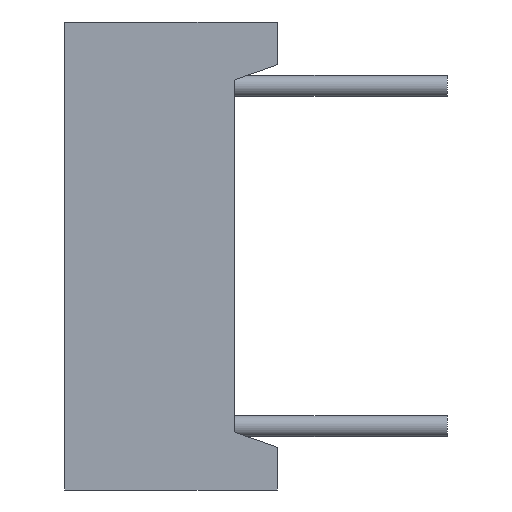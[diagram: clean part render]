
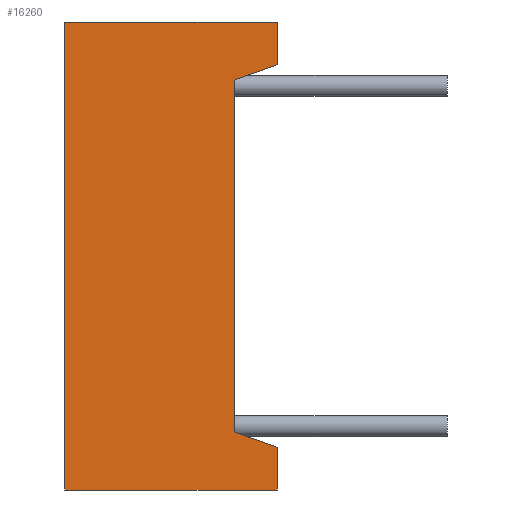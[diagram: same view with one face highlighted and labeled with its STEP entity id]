
A CAD part, left-side view. The second image highlights one B-rep face of the part: STEP entity #16260.
In plain terms, the highlighted planar face has unit normal (-1, 0, 0).
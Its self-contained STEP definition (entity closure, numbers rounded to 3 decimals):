
#92 = CARTESIAN_POINT ( 'NONE',  ( -18., -5., -4.5 ) ) ;
#142 = DIRECTION ( 'NONE',  ( 0., 0., 1. ) ) ;
#143 = VECTOR ( 'NONE', #142, 1000. ) ;
#144 = CARTESIAN_POINT ( 'NONE',  ( -18., -5., 0. ) ) ;
#145 = LINE ( 'NONE', #144, #143 ) ;
#146 = DIRECTION ( 'NONE',  ( 0., 0.94, -0.342 ) ) ;
#147 = VECTOR ( 'NONE', #146, 1000. ) ;
#148 = CARTESIAN_POINT ( 'NONE',  ( -18., 1.72, 2.054 ) ) ;
#149 = LINE ( 'NONE', #148, #147 ) ;
#196 = CARTESIAN_POINT ( 'NONE',  ( -18., -5., 4.5 ) ) ;
#211 = DIRECTION ( 'NONE',  ( 0., -0.94, -0.342 ) ) ;
#212 = VECTOR ( 'NONE', #211, 1000. ) ;
#213 = CARTESIAN_POINT ( 'NONE',  ( -18., -4.412, -4.286 ) ) ;
#215 = LINE ( 'NONE', #213, #212 ) ;
#233 = CARTESIAN_POINT ( 'NONE',  ( -18., -5., -5.5 ) ) ;
#234 = DIRECTION ( 'NONE',  ( 0., 0., 1. ) ) ;
#235 = VECTOR ( 'NONE', #234, 1000. ) ;
#236 = CARTESIAN_POINT ( 'NONE',  ( -18., -5., 0. ) ) ;
#237 = LINE ( 'NONE', #236, #235 ) ;
#354 = DIRECTION ( 'NONE',  ( 0., 1., 0. ) ) ;
#355 = VECTOR ( 'NONE', #354, 1000. ) ;
#356 = CARTESIAN_POINT ( 'NONE',  ( -18., -5., -5.5 ) ) ;
#357 = LINE ( 'NONE', #356, #355 ) ;
#381 = FACE_OUTER_BOUND ( 'NONE', #16178, .T. ) ;
#427 = DIRECTION ( 'NONE',  ( 0., 0., 1. ) ) ;
#428 = DIRECTION ( 'NONE',  ( -1., 0., 0. ) ) ;
#429 = CARTESIAN_POINT ( 'NONE',  ( -18., -5., 0. ) ) ;
#430 = AXIS2_PLACEMENT_3D ( 'NONE', #429, #428, #427 ) ;
#431 = PLANE ( 'NONE',  #430 ) ;
#15130 = VERTEX_POINT ( 'NONE', #25952 ) ;
#15179 = EDGE_CURVE ( 'NONE', #15181, #15130, #26005, .T. ) ;
#15181 = VERTEX_POINT ( 'NONE', #26001 ) ;
#15506 = VERTEX_POINT ( 'NONE', #26840 ) ;
#15597 = EDGE_CURVE ( 'NONE', #15506, #15130, #26986, .T. ) ;
#16015 = VERTEX_POINT ( 'NONE', #28209 ) ;
#16075 = EDGE_CURVE ( 'NONE', #16015, #16076, #28326, .T. ) ;
#16076 = VERTEX_POINT ( 'NONE', #28322 ) ;
#16155 = VERTEX_POINT ( 'NONE', #92 ) ;
#16178 = EDGE_LOOP ( 'NONE', ( #16179, #16180, #16181, #16182, #16184, #16185, #16186, #16247 ) ) ;
#16179 = ORIENTED_EDGE ( 'NONE', *, *, #16215, .T. ) ;
#16180 = ORIENTED_EDGE ( 'NONE', *, *, #16204, .F. ) ;
#16181 = ORIENTED_EDGE ( 'NONE', *, *, #16075, .F. ) ;
#16182 = ORIENTED_EDGE ( 'NONE', *, *, #16183, .F. ) ;
#16183 = EDGE_CURVE ( 'NONE', #16189, #16015, #149, .T. ) ;
#16184 = ORIENTED_EDGE ( 'NONE', *, *, #16188, .T. ) ;
#16185 = ORIENTED_EDGE ( 'NONE', *, *, #15597, .T. ) ;
#16186 = ORIENTED_EDGE ( 'NONE', *, *, #15179, .F. ) ;
#16188 = EDGE_CURVE ( 'NONE', #16189, #15506, #145, .T. ) ;
#16189 = VERTEX_POINT ( 'NONE', #196 ) ;
#16204 = EDGE_CURVE ( 'NONE', #16076, #16155, #215, .T. ) ;
#16215 = EDGE_CURVE ( 'NONE', #16216, #16155, #237, .T. ) ;
#16216 = VERTEX_POINT ( 'NONE', #233 ) ;
#16247 = ORIENTED_EDGE ( 'NONE', *, *, #16248, .F. ) ;
#16248 = EDGE_CURVE ( 'NONE', #16216, #15181, #357, .T. ) ;
#16260 = ADVANCED_FACE ( 'NONE', ( #381 ), #431, .T. ) ;
#25952 = CARTESIAN_POINT ( 'NONE',  ( -18., 0., 5.5 ) ) ;
#26001 = CARTESIAN_POINT ( 'NONE',  ( -18., 0., -5.5 ) ) ;
#26002 = DIRECTION ( 'NONE',  ( 0., 0., 1. ) ) ;
#26003 = VECTOR ( 'NONE', #26002, 1000. ) ;
#26004 = CARTESIAN_POINT ( 'NONE',  ( -18., 0., 0. ) ) ;
#26005 = LINE ( 'NONE', #26004, #26003 ) ;
#26840 = CARTESIAN_POINT ( 'NONE',  ( -18., -5., 5.5 ) ) ;
#26983 = DIRECTION ( 'NONE',  ( 0., 1., 0. ) ) ;
#26984 = VECTOR ( 'NONE', #26983, 1000. ) ;
#26985 = CARTESIAN_POINT ( 'NONE',  ( -18., -5., 5.5 ) ) ;
#26986 = LINE ( 'NONE', #26985, #26984 ) ;
#28209 = CARTESIAN_POINT ( 'NONE',  ( -18., -4., 4.136 ) ) ;
#28322 = CARTESIAN_POINT ( 'NONE',  ( -18., -4., -4.136 ) ) ;
#28323 = DIRECTION ( 'NONE',  ( 0., 0., -1. ) ) ;
#28324 = VECTOR ( 'NONE', #28323, 1000. ) ;
#28325 = CARTESIAN_POINT ( 'NONE',  ( -18., -4., -9.54 ) ) ;
#28326 = LINE ( 'NONE', #28325, #28324 ) ;
